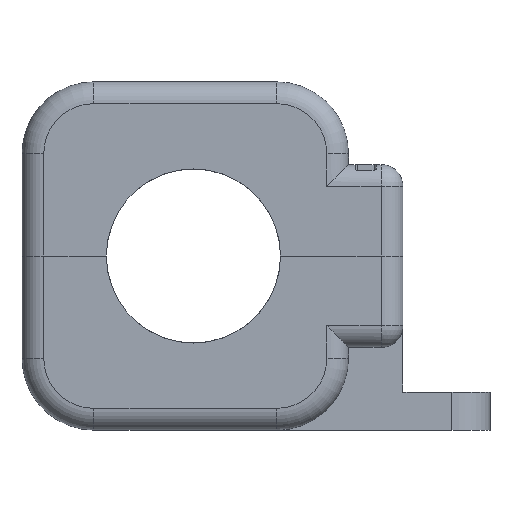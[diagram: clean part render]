
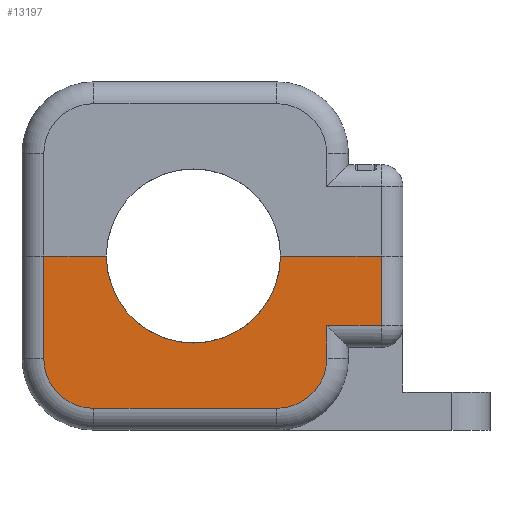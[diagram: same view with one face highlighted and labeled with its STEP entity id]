
A CAD part, left-side view. The second image highlights one B-rep face of the part: STEP entity #13197.
In plain terms, the highlighted planar face has unit normal (-1, 0, 0).
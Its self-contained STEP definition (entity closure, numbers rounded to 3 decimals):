
#761=CIRCLE('',#14010,8.);
#762=CIRCLE('',#14011,4.6);
#763=CIRCLE('',#14012,4.6);
#1067=ORIENTED_EDGE('',*,*,#4986,.F.);
#1068=ORIENTED_EDGE('',*,*,#5077,.T.);
#1069=ORIENTED_EDGE('',*,*,#5066,.F.);
#1070=ORIENTED_EDGE('',*,*,#5078,.T.);
#1071=ORIENTED_EDGE('',*,*,#5079,.T.);
#1072=ORIENTED_EDGE('',*,*,#5080,.T.);
#1073=ORIENTED_EDGE('',*,*,#5081,.T.);
#1074=ORIENTED_EDGE('',*,*,#5082,.T.);
#1075=ORIENTED_EDGE('',*,*,#5083,.T.);
#1076=ORIENTED_EDGE('',*,*,#5084,.T.);
#4986=EDGE_CURVE('',#7008,#7009,#8345,.T.);
#5066=EDGE_CURVE('',#7073,#7074,#8409,.T.);
#5077=EDGE_CURVE('',#7008,#7074,#761,.F.);
#5078=EDGE_CURVE('',#7073,#7080,#8417,.F.);
#5079=EDGE_CURVE('',#7080,#7081,#762,.T.);
#5080=EDGE_CURVE('',#7081,#7082,#8418,.T.);
#5081=EDGE_CURVE('',#7082,#7083,#763,.T.);
#5082=EDGE_CURVE('',#7083,#7084,#8419,.F.);
#5083=EDGE_CURVE('',#7084,#7085,#8420,.F.);
#5084=EDGE_CURVE('',#7085,#7009,#8421,.T.);
#7008=VERTEX_POINT('',#17932);
#7009=VERTEX_POINT('',#17934);
#7073=VERTEX_POINT('',#18089);
#7074=VERTEX_POINT('',#18091);
#7080=VERTEX_POINT('',#18111);
#7081=VERTEX_POINT('',#18113);
#7082=VERTEX_POINT('',#18115);
#7083=VERTEX_POINT('',#18117);
#7084=VERTEX_POINT('',#18119);
#7085=VERTEX_POINT('',#18121);
#8345=LINE('',#17933,#9669);
#8409=LINE('',#18090,#9733);
#8417=LINE('',#18110,#9741);
#8418=LINE('',#18114,#9742);
#8419=LINE('',#18118,#9743);
#8420=LINE('',#18120,#9744);
#8421=LINE('',#18122,#9745);
#9669=VECTOR('',#14873,1000.);
#9733=VECTOR('',#14993,1000.);
#9741=VECTOR('',#15013,1000.);
#9742=VECTOR('',#15016,1000.);
#9743=VECTOR('',#15019,1000.);
#9744=VECTOR('',#15020,1000.);
#9745=VECTOR('',#15021,1000.);
#10985=EDGE_LOOP('',(#1067,#1068,#1069,#1070,#1071,#1072,#1073,#1074,#1075,
#1076));
#11803=FACE_BOUND('',#10985,.T.);
#12615=PLANE('',#14009);
#13197=ADVANCED_FACE('',(#11803),#12615,.T.);
#14009=AXIS2_PLACEMENT_3D('',#18108,#15009,#15010);
#14010=AXIS2_PLACEMENT_3D('',#18109,#15011,#15012);
#14011=AXIS2_PLACEMENT_3D('',#18112,#15014,#15015);
#14012=AXIS2_PLACEMENT_3D('',#18116,#15017,#15018);
#14873=DIRECTION('',(0.,-1.,0.));
#14993=DIRECTION('',(0.,-1.,0.));
#15009=DIRECTION('',(-1.,0.,0.));
#15010=DIRECTION('',(0.,0.,1.));
#15011=DIRECTION('',(-1.,0.,0.));
#15012=DIRECTION('',(0.,0.,1.));
#15013=DIRECTION('',(0.,0.,1.));
#15014=DIRECTION('',(-1.,0.,0.));
#15015=DIRECTION('',(0.,0.,1.));
#15016=DIRECTION('',(0.,-1.,0.));
#15017=DIRECTION('',(-1.,0.,0.));
#15018=DIRECTION('',(0.,0.,1.));
#15019=DIRECTION('',(0.,0.,-1.));
#15020=DIRECTION('',(0.,1.,0.));
#15021=DIRECTION('',(0.,0.,1.));
#17932=CARTESIAN_POINT('',(-10.,-6.25,0.));
#17933=CARTESIAN_POINT('',(-10.,17.5,0.));
#17934=CARTESIAN_POINT('',(-10.,-15.5,0.));
#18089=CARTESIAN_POINT('',(-10.,15.5,0.));
#18090=CARTESIAN_POINT('',(-10.,17.5,0.));
#18091=CARTESIAN_POINT('',(-10.,9.75,0.));
#18108=CARTESIAN_POINT('',(-10.,17.5,-16.));
#18109=CARTESIAN_POINT('',(-10.,1.75,0.));
#18110=CARTESIAN_POINT('',(-10.,15.5,-16.));
#18111=CARTESIAN_POINT('',(-10.,15.5,-9.4));
#18112=CARTESIAN_POINT('',(-10.,10.9,-9.4));
#18113=CARTESIAN_POINT('',(-10.,10.9,-14.));
#18114=CARTESIAN_POINT('',(-10.,-5.9,-14.));
#18115=CARTESIAN_POINT('',(-10.,-5.9,-14.));
#18116=CARTESIAN_POINT('',(-10.,-5.9,-9.4));
#18117=CARTESIAN_POINT('',(-10.,-10.5,-9.4));
#18118=CARTESIAN_POINT('',(-10.,-10.5,-16.));
#18119=CARTESIAN_POINT('',(-10.,-10.5,-6.4));
#18120=CARTESIAN_POINT('',(-10.,17.5,-6.4));
#18121=CARTESIAN_POINT('',(-10.,-15.5,-6.4));
#18122=CARTESIAN_POINT('',(-10.,-15.5,-16.));
